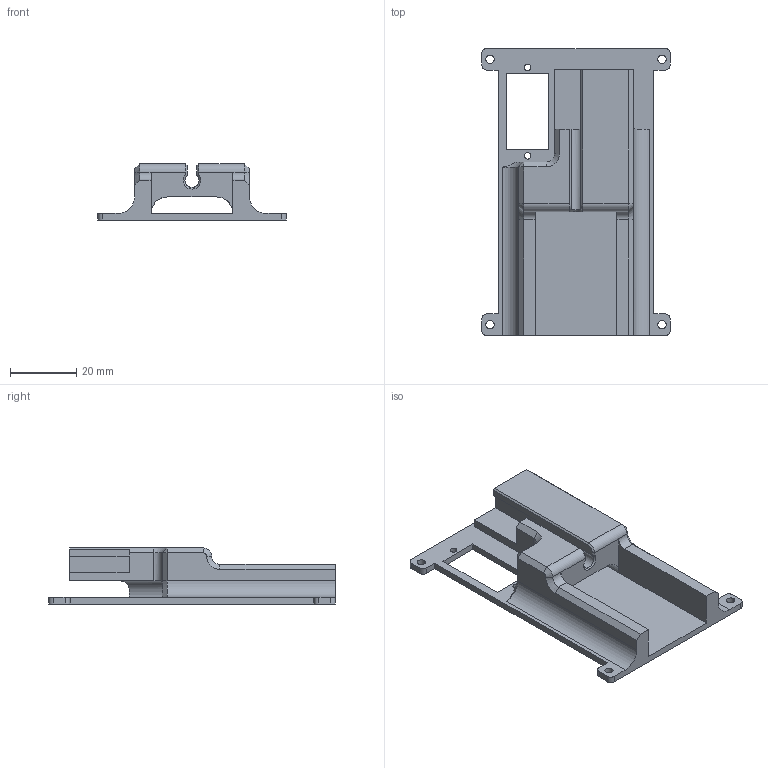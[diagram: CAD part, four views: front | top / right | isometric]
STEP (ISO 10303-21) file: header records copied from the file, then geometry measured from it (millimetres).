
FILE_DESCRIPTION (( 'STEP AP214' ), '1' );
FILE_NAME ('換覜ん盓殤.STEP', '2024-03-11T13:38:43', ( '' ), ( '' ), 'SwSTEP 2.0', 'SolidWorks 2023', '' );
FILE_SCHEMA (( 'AUTOMOTIVE_DESIGN' ));
Length unit declared in the file: millimetre
Products named in the file (1): 传感器支架
Bounding box: 57.11 x 86.89 x 17 mm (x, y, z)
Volume: 23170.4 mm3; surface area: 13898 mm2
Topology: 1 solids, 1 shells, 95 faces, 262 edges, 167 vertices
Faces by surface type: plane 54, cylinder 31, cone 10
Entity records: 3106 total; most frequent: CARTESIAN_POINT 581, ORIENTED_EDGE 524, DIRECTION 519, EDGE_CURVE 262, LINE 185, VECTOR 185, AXIS2_PLACEMENT_3D 167, VERTEX_POINT 167
